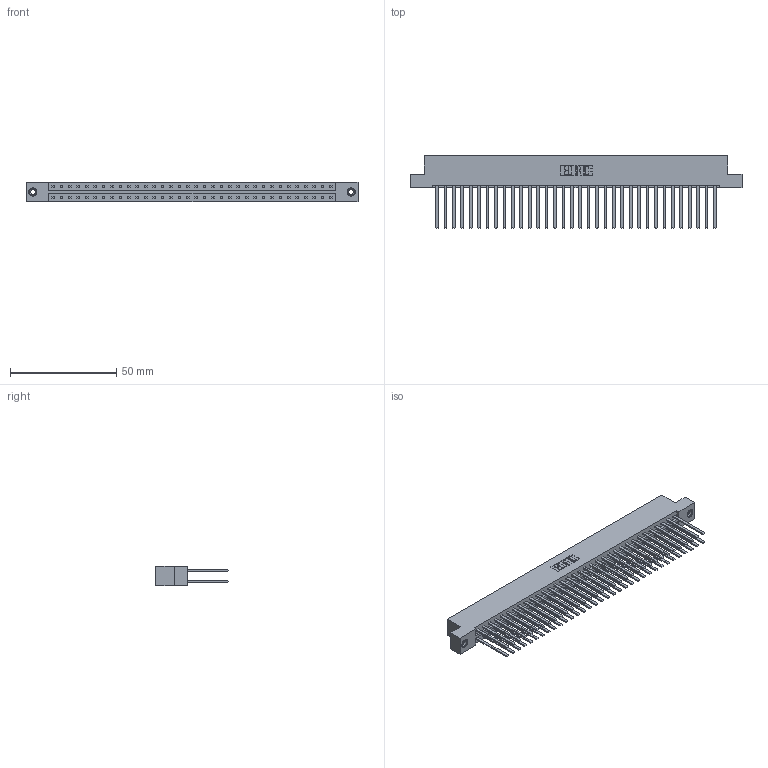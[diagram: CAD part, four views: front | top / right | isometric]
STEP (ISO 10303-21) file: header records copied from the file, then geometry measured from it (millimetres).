
FILE_DESCRIPTION (( 'STEP AP203' ), '1' );
FILE_NAME ('333-068-544-208.STEP', '2018-08-04T13:19:42', ( '' ), ( '' ), 'SwSTEP 2.0', 'SolidWorks 2016', '' );
FILE_SCHEMA (( 'CONFIG_CONTROL_DESIGN' ));
Length unit declared in the file: inch
Products named in the file (4): 333 Part_Flush - .156 Dia - TI; 345-292-001_345-293-144; 345-250-001_345-250-003-102; 333-068-544-208
Assembly tree (71 placements, depth 2):
  333-068-544-208
    333 Part_Flush - .156 Dia - TI
    345-292-001_345-293-144  x68
    345-250-001_345-250-003-102  x2
Bounding box: 156.26 x 34.3 x 9.4 mm (x, y, z)
Volume: 16825.2 mm3; surface area: 22896.6 mm2
Topology: 71 solids, 71 shells, 3302 faces, 9763 edges, 6410 vertices
Faces by surface type: plane 2278, cylinder 1008, cone 12, torus 4
Entity records: 23910 total; most frequent: CARTESIAN_POINT 3953, ORIENTED_EDGE 3882, DIRECTION 3419, EDGE_CURVE 1941, VECTOR 1797, LINE 1797, VERTEX_POINT 1288, AXIS2_PLACEMENT_3D 811
